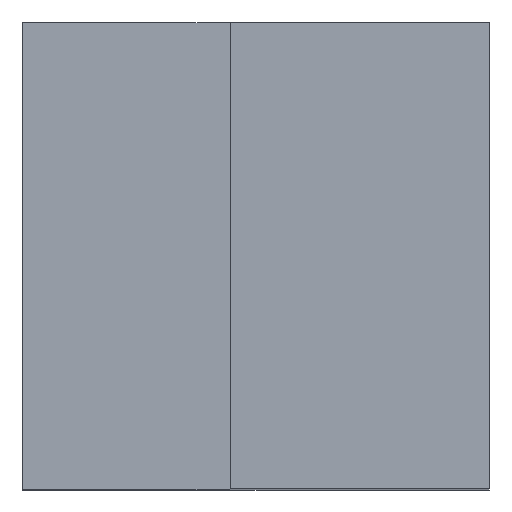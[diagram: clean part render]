
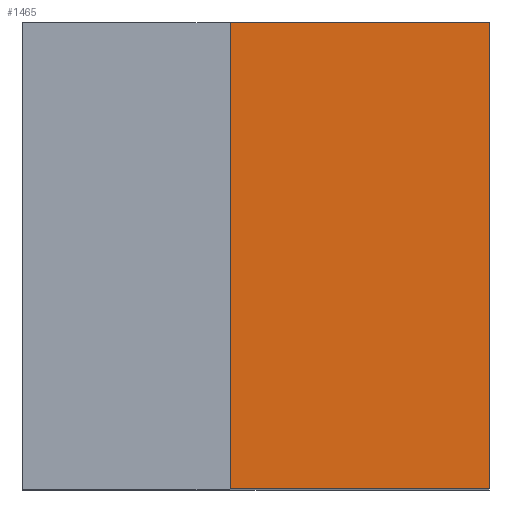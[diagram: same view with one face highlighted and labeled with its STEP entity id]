
A CAD part, top view. The second image highlights one B-rep face of the part: STEP entity #1465.
In plain terms, the highlighted planar face has unit normal (0, 0, 1).
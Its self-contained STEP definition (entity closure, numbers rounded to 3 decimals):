
#112 = EDGE_LOOP ( 'NONE', ( #710, #712, #714, #711 ) ) ;
#132 = VERTEX_POINT ( 'NONE', #1088 ) ;
#135 = VERTEX_POINT ( 'NONE', #1091 ) ;
#152 = VERTEX_POINT ( 'NONE', #1103 ) ;
#156 = VERTEX_POINT ( 'NONE', #1106 ) ;
#710 = ORIENTED_EDGE ( 'NONE', *, *, #1289, .T. ) ;
#711 = ORIENTED_EDGE ( 'NONE', *, *, #1304, .T. ) ;
#712 = ORIENTED_EDGE ( 'NONE', *, *, #1294, .T. ) ;
#714 = ORIENTED_EDGE ( 'NONE', *, *, #1301, .T. ) ;
#726 = AXIS2_PLACEMENT_3D ( 'NONE', #1553, #1564, #1565 ) ;
#755 = VECTOR ( 'NONE', #1005, 1000. ) ;
#756 = VECTOR ( 'NONE', #1013, 1000. ) ;
#758 = VECTOR ( 'NONE', #998, 1000. ) ;
#761 = VECTOR ( 'NONE', #985, 1000. ) ;
#973 = LINE ( 'NONE', #984, #761 ) ;
#984 = CARTESIAN_POINT ( 'NONE',  ( -0.5, -4.5, 14. ) ) ;
#985 = DIRECTION ( 'NONE',  ( 1., 0., 0. ) ) ;
#990 = LINE ( 'NONE', #997, #758 ) ;
#996 = LINE ( 'NONE', #1004, #755 ) ;
#997 = CARTESIAN_POINT ( 'NONE',  ( 4.5, -4.5, 14. ) ) ;
#998 = DIRECTION ( 'NONE',  ( 0., 1., 0. ) ) ;
#1001 = CARTESIAN_POINT ( 'NONE',  ( -0.5, 4.5, 14. ) ) ;
#1004 = CARTESIAN_POINT ( 'NONE',  ( 4.5, 4.5, 14. ) ) ;
#1005 = DIRECTION ( 'NONE',  ( -1., 0., 0. ) ) ;
#1008 = LINE ( 'NONE', #1001, #756 ) ;
#1013 = DIRECTION ( 'NONE',  ( 0., -1., 0. ) ) ;
#1088 = CARTESIAN_POINT ( 'NONE',  ( 4.5, -4.5, 14. ) ) ;
#1091 = CARTESIAN_POINT ( 'NONE',  ( -0.5, -4.5, 14. ) ) ;
#1103 = CARTESIAN_POINT ( 'NONE',  ( 4.5, 4.5, 14. ) ) ;
#1106 = CARTESIAN_POINT ( 'NONE',  ( -0.5, 4.5, 14. ) ) ;
#1289 = EDGE_CURVE ( 'NONE', #135, #132, #973, .T. ) ;
#1294 = EDGE_CURVE ( 'NONE', #132, #152, #990, .T. ) ;
#1301 = EDGE_CURVE ( 'NONE', #152, #156, #996, .T. ) ;
#1304 = EDGE_CURVE ( 'NONE', #156, #135, #1008, .T. ) ;
#1465 = ADVANCED_FACE ( 'NONE', ( #1561 ), #1562, .T. ) ;
#1553 = CARTESIAN_POINT ( 'NONE',  ( 4.5, -4.5, 14. ) ) ;
#1561 = FACE_OUTER_BOUND ( 'NONE', #112, .T. ) ;
#1562 = PLANE ( 'NONE',  #726 ) ;
#1564 = DIRECTION ( 'NONE',  ( 0., 0., 1. ) ) ;
#1565 = DIRECTION ( 'NONE',  ( 1., 0., 0. ) ) ;
